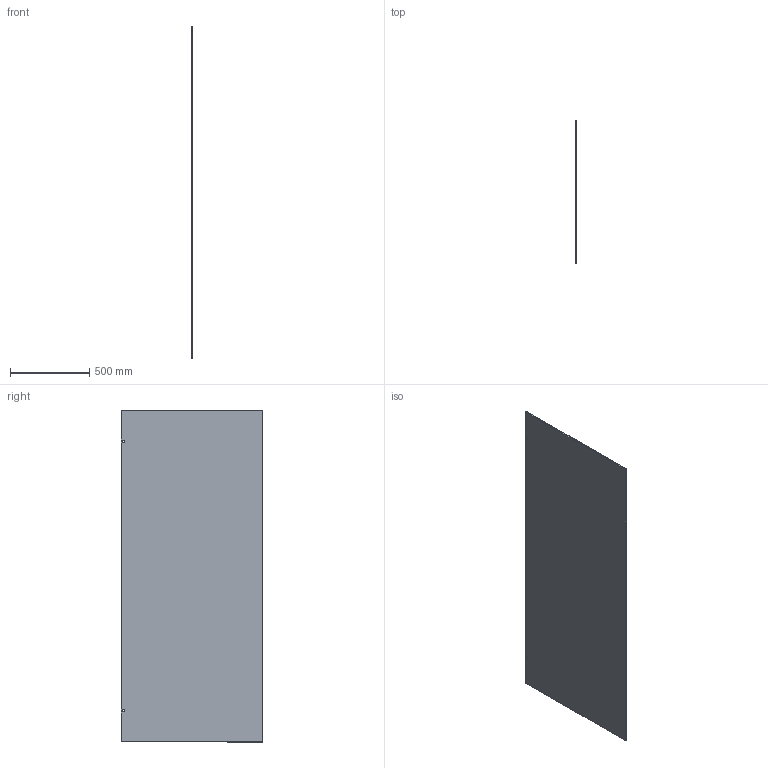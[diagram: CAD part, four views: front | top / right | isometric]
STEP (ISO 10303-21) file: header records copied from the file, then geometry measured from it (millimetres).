
FILE_DESCRIPTION(/* description */ (''),/* implementation_level */ '2;1');
FILE_NAME(/* name */ 'STEP - H31RE01-RP90-10_1705928',/* time_stamp */ '2024-11-26T16:50:25+11:00',/* author */ (''),/* organization */ (''),/* preprocessor_version */ 'ST-DEVELOPER v16.5',/* originating_system */ 'Rhino 7.37',/* authorisation */ '');
FILE_SCHEMA (('AUTOMOTIVE_DESIGN'));
Length unit declared in the file: millimetre
Products named in the file (1): Document
Bounding box: 10 x 896 x 2100 mm (x, y, z)
Volume: 18805394.5 mm3; surface area: 3816237.9 mm2
Topology: 1 solids, 1 shells, 48 faces, 122 edges, 76 vertices
Faces by surface type: plane 28, cylinder 12, bspline 8
Entity records: 1392 total; most frequent: CARTESIAN_POINT 570, ORIENTED_EDGE 244, EDGE_CURVE 122, B_SPLINE_CURVE_WITH_KNOTS 82, VERTEX_POINT 76, ADVANCED_FACE 48, FACE_OUTER_BOUND 48, EDGE_LOOP 48
